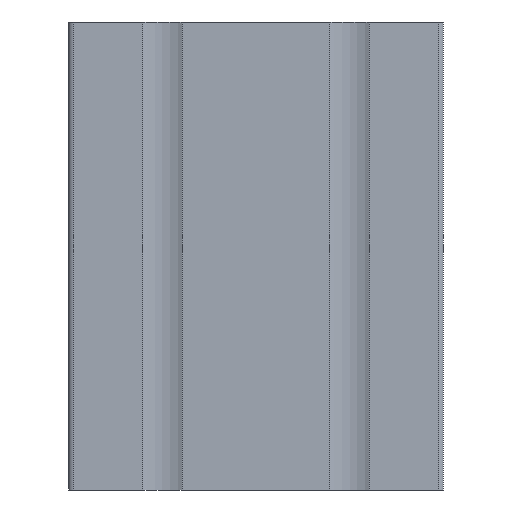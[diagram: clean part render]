
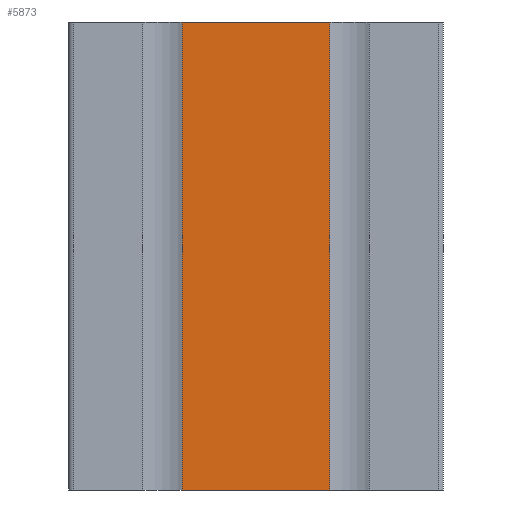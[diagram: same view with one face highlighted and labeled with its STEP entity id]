
A CAD part, left-side view. The second image highlights one B-rep face of the part: STEP entity #5873.
In plain terms, the highlighted planar face has unit normal (-1, 0, 0).
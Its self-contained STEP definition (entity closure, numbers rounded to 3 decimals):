
#133 = CARTESIAN_POINT ( 'NONE',  ( 7986.71, 3082.706, 100. ) ) ;
#277 = LINE ( 'NONE', #5241, #8245 ) ;
#370 = FACE_OUTER_BOUND ( 'NONE', #8789, .T. ) ;
#870 = EDGE_CURVE ( 'NONE', #9019, #4266, #7924, .T. ) ;
#1904 = CARTESIAN_POINT ( 'NONE',  ( 7986.71, 3031.406, 0. ) ) ;
#2322 = VERTEX_POINT ( 'NONE', #5046 ) ;
#2377 = DIRECTION ( 'NONE',  ( 1., 0., 0. ) ) ;
#3121 = DIRECTION ( 'NONE',  ( 0., -1., 0. ) ) ;
#3222 = VECTOR ( 'NONE', #4029, 1000. ) ;
#3298 = CARTESIAN_POINT ( 'NONE',  ( 7986.71, 3051.106, 100. ) ) ;
#3417 = CARTESIAN_POINT ( 'NONE',  ( 7986.71, 3031.406, 100. ) ) ;
#3709 = LINE ( 'NONE', #1904, #7942 ) ;
#4029 = DIRECTION ( 'NONE',  ( 0., 0., -1. ) ) ;
#4111 = CARTESIAN_POINT ( 'NONE',  ( 7986.71, 3051.106, 0. ) ) ;
#4266 = VERTEX_POINT ( 'NONE', #6774 ) ;
#4721 = AXIS2_PLACEMENT_3D ( 'NONE', #133, #2377, #7821 ) ;
#5046 = CARTESIAN_POINT ( 'NONE',  ( 7986.71, 3082.706, 0. ) ) ;
#5174 = LINE ( 'NONE', #3298, #3222 ) ;
#5191 = VECTOR ( 'NONE', #3121, 1000. ) ;
#5241 = CARTESIAN_POINT ( 'NONE',  ( 7986.71, 3082.706, 100. ) ) ;
#5500 = EDGE_CURVE ( 'NONE', #7726, #2322, #3709, .T. ) ;
#5873 = ADVANCED_FACE ( 'NONE', ( #370 ), #8596, .F. ) ;
#6337 = ORIENTED_EDGE ( 'NONE', *, *, #9446, .F. ) ;
#6453 = ORIENTED_EDGE ( 'NONE', *, *, #870, .F. ) ;
#6547 = CARTESIAN_POINT ( 'NONE',  ( 7986.71, 3082.706, 100. ) ) ;
#6586 = ORIENTED_EDGE ( 'NONE', *, *, #7228, .F. ) ;
#6600 = ORIENTED_EDGE ( 'NONE', *, *, #5500, .F. ) ;
#6774 = CARTESIAN_POINT ( 'NONE',  ( 7986.71, 3051.106, 100. ) ) ;
#7228 = EDGE_CURVE ( 'NONE', #2322, #9019, #277, .T. ) ;
#7270 = DIRECTION ( 'NONE',  ( 0., 1., 0. ) ) ;
#7726 = VERTEX_POINT ( 'NONE', #4111 ) ;
#7821 = DIRECTION ( 'NONE',  ( 0., 0., -1. ) ) ;
#7924 = LINE ( 'NONE', #3417, #5191 ) ;
#7942 = VECTOR ( 'NONE', #7270, 1000. ) ;
#8245 = VECTOR ( 'NONE', #8592, 1000. ) ;
#8592 = DIRECTION ( 'NONE',  ( 0., 0., 1. ) ) ;
#8596 = PLANE ( 'NONE',  #4721 ) ;
#8789 = EDGE_LOOP ( 'NONE', ( #6337, #6453, #6586, #6600 ) ) ;
#9019 = VERTEX_POINT ( 'NONE', #6547 ) ;
#9446 = EDGE_CURVE ( 'NONE', #4266, #7726, #5174, .T. ) ;
